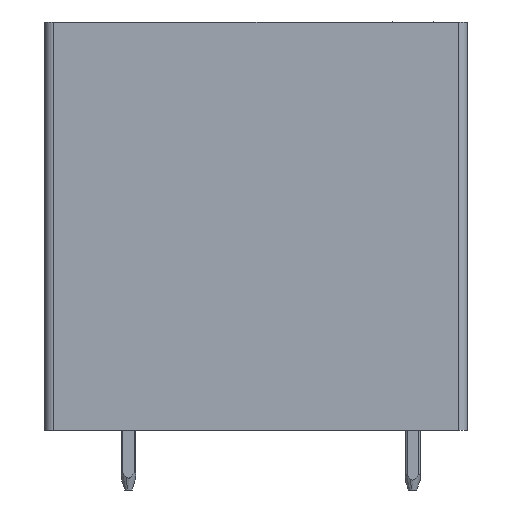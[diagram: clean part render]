
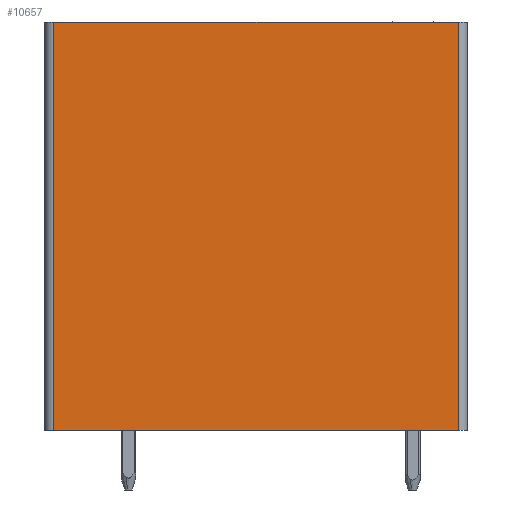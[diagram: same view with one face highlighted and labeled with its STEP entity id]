
A CAD part, left-side view. The second image highlights one B-rep face of the part: STEP entity #10657.
In plain terms, the highlighted planar face has unit normal (-1, 0, 0).
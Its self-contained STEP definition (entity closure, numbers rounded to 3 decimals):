
#10644=AXIS2_PLACEMENT_3D('Plane Axis2P3D',#10641,#10642,#10643) ;
#7232=CARTESIAN_POINT('Vertex',(0.,22.2,25.1)) ;
#7235=CARTESIAN_POINT('Line Origine',(0.,11.35,25.1)) ;
#7239=CARTESIAN_POINT('Vertex',(0.,0.5,25.1)) ;
#10591=CARTESIAN_POINT('Line Origine',(0.,0.5,14.15)) ;
#10595=CARTESIAN_POINT('Vertex',(0.,0.5,3.2)) ;
#10626=CARTESIAN_POINT('Vertex',(0.,22.2,3.2)) ;
#10629=CARTESIAN_POINT('Line Origine',(0.,22.2,14.15)) ;
#10641=CARTESIAN_POINT('Axis2P3D Location',(0.,0.,0.)) ;
#10646=CARTESIAN_POINT('Line Origine',(0.,11.35,3.2)) ;
#7236=DIRECTION('Vector Direction',(0.,-1.,0.)) ;
#10592=DIRECTION('Vector Direction',(0.,0.,1.)) ;
#10630=DIRECTION('Vector Direction',(0.,0.,1.)) ;
#10642=DIRECTION('Axis2P3D Direction',(-1.,0.,0.)) ;
#10643=DIRECTION('Axis2P3D XDirection',(0.,0.,1.)) ;
#10647=DIRECTION('Vector Direction',(0.,-1.,0.)) ;
#7237=VECTOR('Line Direction',#7236,1.) ;
#10593=VECTOR('Line Direction',#10592,1.) ;
#10631=VECTOR('Line Direction',#10630,1.) ;
#10648=VECTOR('Line Direction',#10647,1.) ;
#10652=ORIENTED_EDGE('',*,*,#7241,.T.) ;
#10653=ORIENTED_EDGE('',*,*,#10633,.T.) ;
#10654=ORIENTED_EDGE('',*,*,#10650,.T.) ;
#10655=ORIENTED_EDGE('',*,*,#10597,.T.) ;
#10657=ADVANCED_FACE('HOUSING',(#10656),#10645,.T.) ;
#7241=EDGE_CURVE('',#7240,#7233,#7238,.F.) ;
#10597=EDGE_CURVE('',#10596,#7240,#10594,.T.) ;
#10633=EDGE_CURVE('',#7233,#10627,#10632,.F.) ;
#10650=EDGE_CURVE('',#10627,#10596,#10649,.T.) ;
#10651=EDGE_LOOP('',(#10652,#10653,#10654,#10655)) ;
#10656=FACE_OUTER_BOUND('',#10651,.T.) ;
#7238=LINE('Line',#7235,#7237) ;
#10594=LINE('Line',#10591,#10593) ;
#10632=LINE('Line',#10629,#10631) ;
#10649=LINE('Line',#10646,#10648) ;
#10645=PLANE('',#10644) ;
#7233=VERTEX_POINT('',#7232) ;
#7240=VERTEX_POINT('',#7239) ;
#10596=VERTEX_POINT('',#10595) ;
#10627=VERTEX_POINT('',#10626) ;
